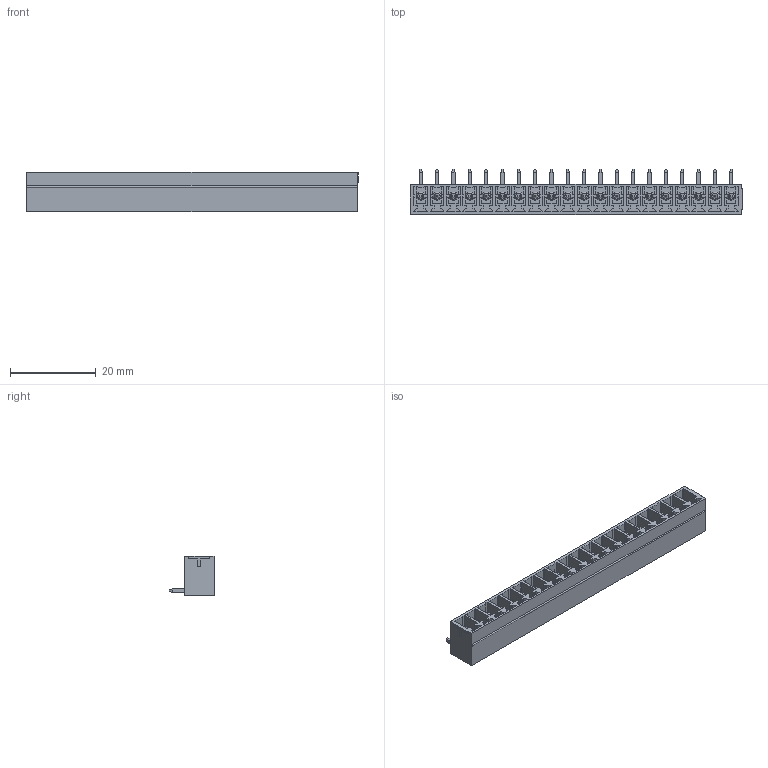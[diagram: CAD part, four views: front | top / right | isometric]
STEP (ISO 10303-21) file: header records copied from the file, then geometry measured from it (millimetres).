
FILE_DESCRIPTION( ( 'Unknown' ), '1' );
FILE_NAME( '691322310020.stp', 'Unknown', ( 'Unknown' ), ( 'Unknown' ), 'PSStep 14.0', 'Unknown', ' ' );
FILE_SCHEMA( ( 'AUTOMOTIVE_DESIGN { 1 0 10303 214 1 1 1 1 }' ) );
Length unit declared in the file: millimetre
Products named in the file (3): Assem1; 6913213000xx_PIN; 691321300020
Assembly tree (21 placements, depth 2):
  Assem1
    6913213000xx_PIN  x20
    691321300020
Bounding box: 77.39 x 10.7 x 9.2 mm (x, y, z)
Volume: 2494.3 mm3; surface area: 7437.9 mm2
Topology: 21 solids, 21 shells, 1224 faces, 3286 edges, 2124 vertices
Faces by surface type: plane 1121, cylinder 83, torus 20
Full cylindrical faces by diameter (mm): 1.9 x20
Entity records: 36015 total; most frequent: CARTESIAN_POINT 5132, ORIENTED_EDGE 5046, DIRECTION 4517, EDGE_CURVE 2523, LINE 2375, VECTOR 2375, VERTEX_POINT 1686, AXIS2_PLACEMENT_3D 1071
